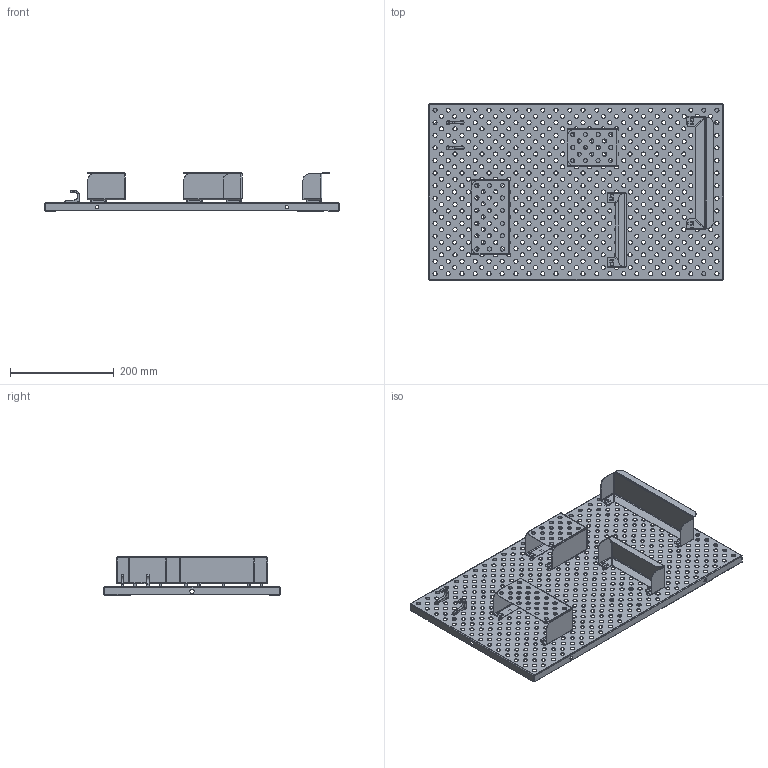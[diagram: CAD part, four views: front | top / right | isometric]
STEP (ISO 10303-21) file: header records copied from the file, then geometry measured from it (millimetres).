
FILE_DESCRIPTION (( 'STEP AP203' ), '1' );
FILE_NAME ('Notice board-final.STEP', '2023-06-22T05:24:52', ( '' ), ( '' ), 'SwSTEP 2.0', 'SolidWorks 2022', '' );
FILE_SCHEMA (( 'CONFIG_CONTROL_DESIGN' ));
Length unit declared in the file: millimetre
Products named in the file (8): Notice board-final; 08171111-A-na zkoušku; Hacek 003; Hacek 007; Polička FL 145-R12; Krabička FL 145-R12; Krabička FL 73-R12; Polička FL 218-R12
Assembly tree (15 placements, depth 2):
  Notice board-final
    08171111-A-na zkoušku
    Hacek 007  x8
    Krabička FL 145-R12
    Krabička FL 73-R12
    Polička FL 218-R12
    Polička FL 145-R12
    Hacek 003  x2
Bounding box: 568 x 339.95 x 73.9 mm (x, y, z)
Volume: 199615.8 mm3; surface area: 587443.3 mm2
Topology: 15 solids, 15 shells, 2319 faces, 6479 edges, 4190 vertices
Faces by surface type: cylinder 1487, plane 746, cone 62, bspline 24
Entity records: 65462 total; most frequent: CARTESIAN_POINT 11894, DIRECTION 11596, ORIENTED_EDGE 10338, EDGE_CURVE 5169, AXIS2_PLACEMENT_3D 4657, VERTEX_POINT 3355, EDGE_LOOP 3142, CIRCLE 2835
